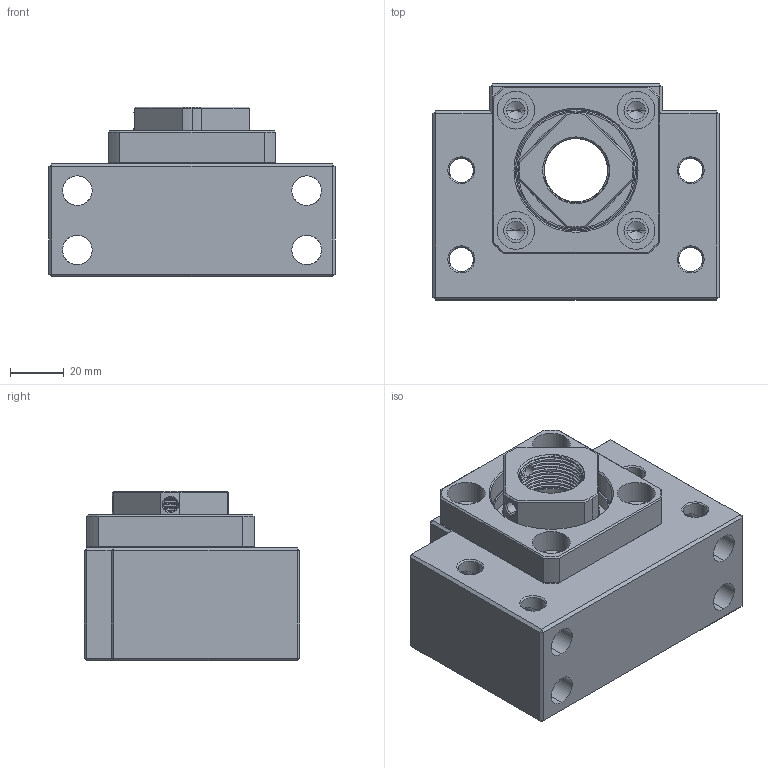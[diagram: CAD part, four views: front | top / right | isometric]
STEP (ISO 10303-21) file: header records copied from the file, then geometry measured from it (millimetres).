
FILE_DESCRIPTION (( 'STEP AP203' ), '1' );
FILE_NAME ('1BK25²Õ¦X.STEP', '2010-07-01T23:54:01', ( '' ), ( '' ), 'SwSTEP 2.0', 'SolidWorks 2008', '' );
FILE_SCHEMA (( 'CONFIG_CONTROL_DESIGN' ));
Length unit declared in the file: millimetre
Products named in the file (1): 1BK25組合
Bounding box: 106 x 80 x 63 mm (x, y, z)
Volume: 286932.3 mm3; surface area: 99260.6 mm2
Topology: 39 solids, 39 shells, 496 faces, 1233 edges, 752 vertices
Faces by surface type: cylinder 156, plane 103, torus 88, cone 75, sphere 56, bspline 18
Entity records: 24383 total; most frequent: CARTESIAN_POINT 13454, DIRECTION 2356, ORIENTED_EDGE 2170, EDGE_CURVE 1085, AXIS2_PLACEMENT_3D 1004, VERTEX_POINT 668, EDGE_LOOP 563, CIRCLE 525
